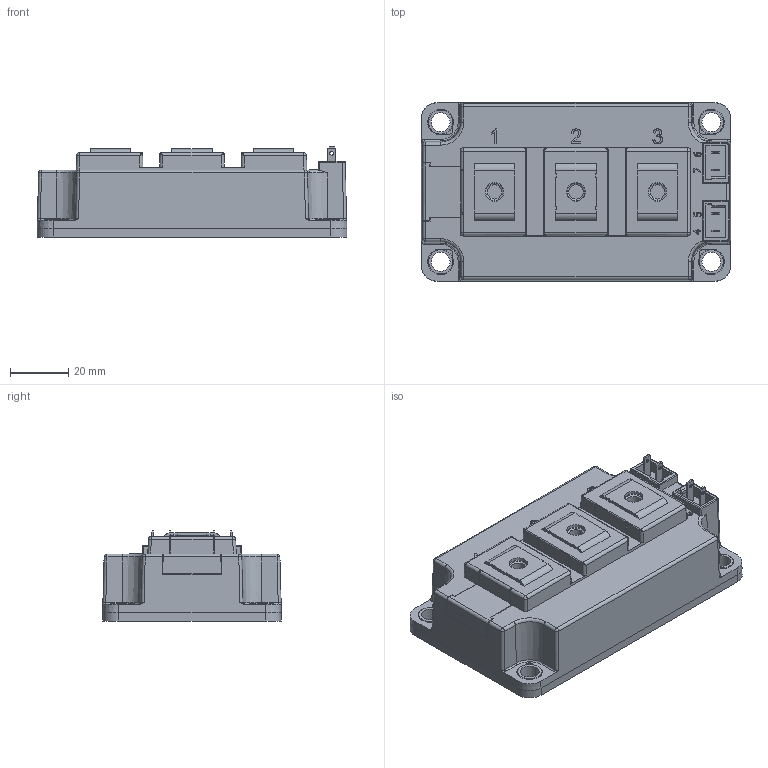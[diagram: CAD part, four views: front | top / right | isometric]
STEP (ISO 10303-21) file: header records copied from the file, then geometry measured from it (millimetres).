
FILE_DESCRIPTION(/* description */ (''),/* implementation_level */ '2;1');
FILE_NAME(/* name */ '62mm_HB.stp',/* time_stamp */ '2024-10-10T11:18:54+02:00',/* author */ ('nyari'),/* organization */ (''),/* preprocessor_version */ 'ST-DEVELOPER v19.2',/* originating_system */ 'Autodesk Inventor 2023',/* authorisation */ '');
FILE_SCHEMA (('AUTOMOTIVE_DESIGN { 1 0 10303 214 3 1 1 }'));
Length unit declared in the file: millimetre
Products named in the file (1): Part1
Bounding box: 106.4 x 61.4 x 30.95 mm (x, y, z)
Volume: 148700.4 mm3; surface area: 25027.1 mm2
Topology: 1 solids, 1 shells, 593 faces, 1492 edges, 929 vertices
Faces by surface type: plane 324, cylinder 127, bspline 85, cone 25, sphere 24, torus 8
Full cylindrical faces by diameter (mm): 1.3 x4, 4.917 x3, 6.4 x3, 6.5 x7, 8.5 x4
Entity records: 19374 total; most frequent: CARTESIAN_POINT 4716, ORIENTED_EDGE 2968, DIRECTION 2731, EDGE_CURVE 1484, LINE 991, VECTOR 991, VERTEX_POINT 929, AXIS2_PLACEMENT_3D 870
